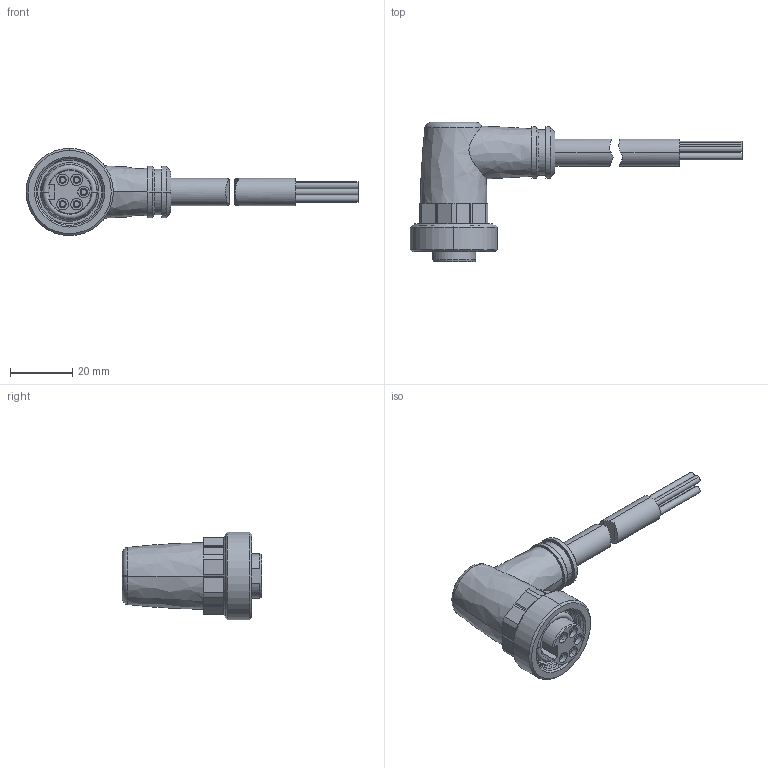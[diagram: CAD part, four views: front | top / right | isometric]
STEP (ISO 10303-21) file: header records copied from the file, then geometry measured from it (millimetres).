
FILE_DESCRIPTION(('STEP AP214'),'1');
FILE_NAME('cctmp_B9017313-5036-44A8-B99B-E42952817299_2023_07_24_18_00_49_0830..stp','2023-07-24T16:00:50',('SIEMENS A&D'),('CADClick - www.CADClick.com'),'Spatial InterOp 3D postprocessed',' ','unknown authorization');
FILE_SCHEMA(('AUTOMOTIVE_DESIGN'));
Length unit declared in the file: millimetre
Products named in the file (5): cc_unnamed; 2023_07_24_18_00_49_0810; 2023_07_24_18_00_49_0791; 2023_07_24_18_00_49_0781; 2023_07_24_18_00_49_0770
Assembly tree (4 placements, depth 2):
  cc_unnamed
    2023_07_24_18_00_49_0810
    2023_07_24_18_00_49_0791
    2023_07_24_18_00_49_0781
    2023_07_24_18_00_49_0770
Bounding box: 106.5 x 44.7 x 28 mm (x, y, z)
Volume: 22752.8 mm3; surface area: 10253.9 mm2
Topology: 4 solids, 10 shells, 239 faces, 507 edges, 322 vertices
Faces by surface type: cylinder 98, plane 89, cone 40, torus 8, bspline 4
Entity records: 7545 total; most frequent: CARTESIAN_POINT 1292, DIRECTION 1249, ORIENTED_EDGE 1014, AXIS2_PLACEMENT_3D 509, EDGE_CURVE 507, VERTEX_POINT 322, EDGE_LOOP 275, CIRCLE 257
